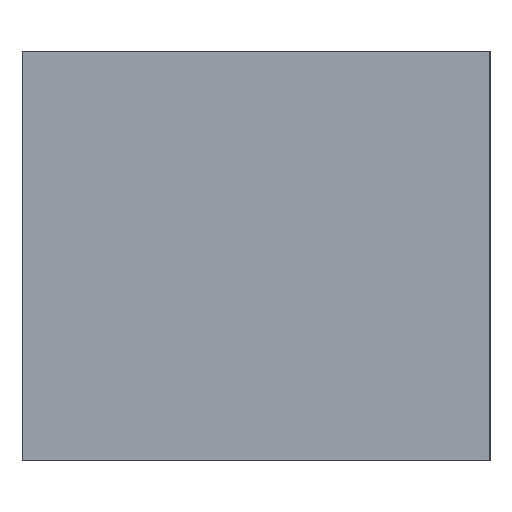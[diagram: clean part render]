
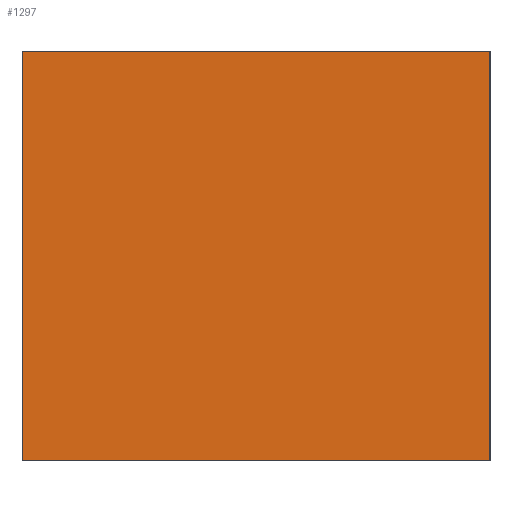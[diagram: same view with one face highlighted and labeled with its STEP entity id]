
A CAD part, left-side view. The second image highlights one B-rep face of the part: STEP entity #1297.
In plain terms, the highlighted planar face has unit normal (-1, 0, 0).
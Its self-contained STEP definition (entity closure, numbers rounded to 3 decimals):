
#138=ORIENTED_EDGE('',*,*,#444,.T.);
#139=ORIENTED_EDGE('',*,*,#405,.F.);
#140=ORIENTED_EDGE('',*,*,#432,.F.);
#141=ORIENTED_EDGE('',*,*,#469,.T.);
#405=EDGE_CURVE('',#581,#578,#705,.T.);
#432=EDGE_CURVE('',#607,#581,#732,.T.);
#444=EDGE_CURVE('',#616,#578,#744,.T.);
#469=EDGE_CURVE('',#607,#616,#769,.T.);
#578=VERTEX_POINT('',#1887);
#581=VERTEX_POINT('',#1892);
#607=VERTEX_POINT('',#1946);
#616=VERTEX_POINT('',#1972);
#705=LINE('',#1893,#885);
#732=LINE('',#1947,#912);
#744=LINE('',#1971,#924);
#769=LINE('',#2016,#949);
#885=VECTOR('',#1547,1000.);
#912=VECTOR('',#1576,1000.);
#924=VECTOR('',#1596,1000.);
#949=VECTOR('',#1625,1000.);
#1065=EDGE_LOOP('',(#138,#139,#140,#141));
#1143=FACE_BOUND('',#1065,.T.);
#1220=PLANE('',#1455);
#1297=ADVANCED_FACE('',(#1143),#1220,.F.);
#1455=AXIS2_PLACEMENT_3D('',#2023,#1634,#1635);
#1547=DIRECTION('',(0.,0.,-1.));
#1576=DIRECTION('',(0.,-1.,0.));
#1596=DIRECTION('',(0.,-1.,0.));
#1625=DIRECTION('',(0.,0.,-1.));
#1634=DIRECTION('',(1.,0.,0.));
#1635=DIRECTION('',(0.,0.,-1.));
#1887=CARTESIAN_POINT('',(-0.8,-0.4,-0.35));
#1892=CARTESIAN_POINT('',(-0.8,-0.4,0.35));
#1893=CARTESIAN_POINT('',(-0.8,-0.4,0.35));
#1946=CARTESIAN_POINT('',(-0.8,0.4,0.35));
#1947=CARTESIAN_POINT('',(-0.8,0.4,0.35));
#1971=CARTESIAN_POINT('',(-0.8,0.4,-0.35));
#1972=CARTESIAN_POINT('',(-0.8,0.4,-0.35));
#2016=CARTESIAN_POINT('',(-0.8,0.4,0.35));
#2023=CARTESIAN_POINT('',(-0.8,0.4,0.35));
